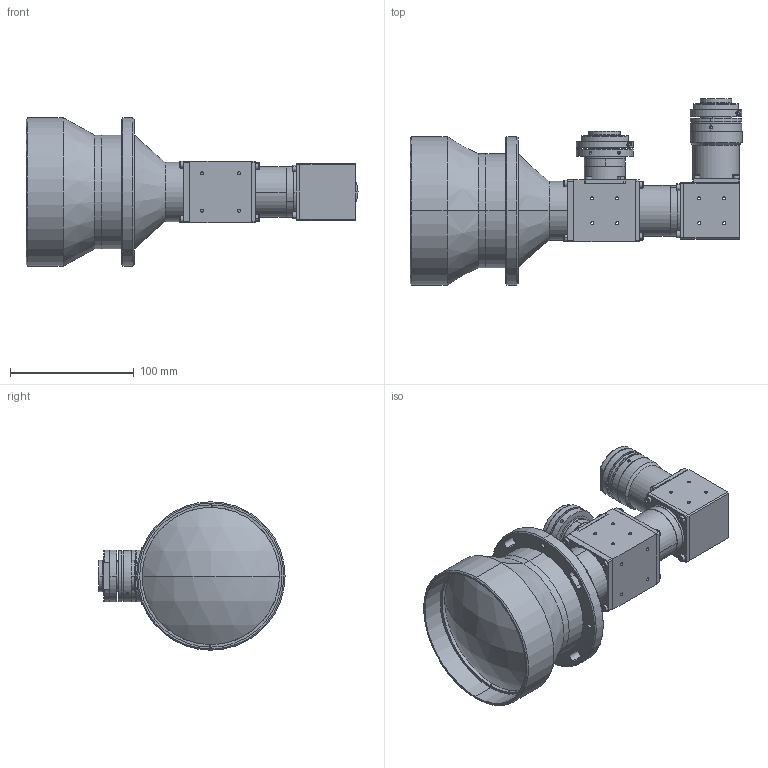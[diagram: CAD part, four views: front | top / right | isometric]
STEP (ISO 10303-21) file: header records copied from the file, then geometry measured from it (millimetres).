
FILE_DESCRIPTION (( 'STEP AP203' ), '1' );
FILE_NAME ('XF-10MDT01090436X150C-DSS-L90.STEP', '2021-09-26T06:39:22', ( '' ), ( '' ), 'SwSTEP 2.0', 'SolidWorks 2018', '' );
FILE_SCHEMA (( 'CONFIG_CONTROL_DESIGN' ));
Length unit declared in the file: millimetre
Products named in the file (1): XF-10MDT01090436X150C-DSS-L90
Bounding box: 268.36 x 150.39 x 120 mm (x, y, z)
Surface area: 134665.2 mm2 (no closed solid volume)
Topology: 0 solids, 66 shells, 610 faces, 1836 edges, 1240 vertices
Faces by surface type: plane 267, cylinder 215, cone 64, torus 60, sphere 4
Entity records: 21361 total; most frequent: CARTESIAN_POINT 4649, DIRECTION 3718, ORIENTED_EDGE 2935, EDGE_CURVE 1794, AXIS2_PLACEMENT_3D 1389, VERTEX_POINT 1240, LINE 940, VECTOR 940
